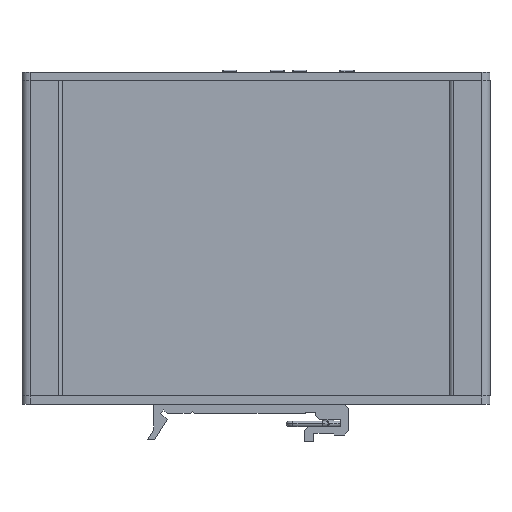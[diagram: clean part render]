
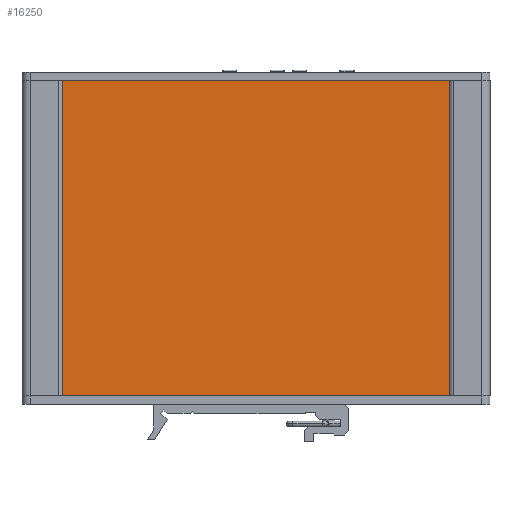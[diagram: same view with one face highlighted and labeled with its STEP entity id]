
A CAD part, front view. The second image highlights one B-rep face of the part: STEP entity #16250.
In plain terms, the highlighted planar face has unit normal (0, -1, 0).
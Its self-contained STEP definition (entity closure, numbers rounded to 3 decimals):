
#651 = VECTOR ( 'NONE', #45442, 1000. ) ;
#719 = LINE ( 'NONE', #26308, #651 ) ;
#3070 = CARTESIAN_POINT ( 'NONE',  ( -46.8, -20., 76.3 ) ) ;
#3199 = VERTEX_POINT ( 'NONE', #16269 ) ;
#3531 = CARTESIAN_POINT ( 'NONE',  ( 46.8, -20., 0. ) ) ;
#9811 = LINE ( 'NONE', #24341, #26679 ) ;
#9860 = EDGE_CURVE ( 'NONE', #26586, #3199, #719, .T. ) ;
#9904 = ORIENTED_EDGE ( 'NONE', *, *, #48260, .T. ) ;
#10590 = EDGE_CURVE ( 'NONE', #58352, #47062, #15878, .T. ) ;
#12958 = VECTOR ( 'NONE', #51758, 1000. ) ;
#13226 = CARTESIAN_POINT ( 'NONE',  ( -46.8, -20., 76.3 ) ) ;
#13618 = DIRECTION ( 'NONE',  ( 0., 1., 0. ) ) ;
#13896 = CARTESIAN_POINT ( 'NONE',  ( 46.8, -20., 76.3 ) ) ;
#15458 = AXIS2_PLACEMENT_3D ( 'NONE', #13226, #13618, #46724 ) ;
#15732 = ORIENTED_EDGE ( 'NONE', *, *, #42900, .F. ) ;
#15878 = LINE ( 'NONE', #13896, #12958 ) ;
#16250 = ADVANCED_FACE ( 'NONE', ( #52857 ), #41782, .F. ) ;
#16269 = CARTESIAN_POINT ( 'NONE',  ( -46.8, -20., 0. ) ) ;
#19023 = ORIENTED_EDGE ( 'NONE', *, *, #10590, .F. ) ;
#19714 = ORIENTED_EDGE ( 'NONE', *, *, #9860, .T. ) ;
#24341 = CARTESIAN_POINT ( 'NONE',  ( -46.8, -20., 0. ) ) ;
#24550 = VECTOR ( 'NONE', #59912, 1000. ) ;
#26308 = CARTESIAN_POINT ( 'NONE',  ( -46.8, -20., 76.3 ) ) ;
#26586 = VERTEX_POINT ( 'NONE', #42299 ) ;
#26679 = VECTOR ( 'NONE', #57081, 1000. ) ;
#35127 = CARTESIAN_POINT ( 'NONE',  ( 46.8, -20., 76.3 ) ) ;
#35946 = EDGE_LOOP ( 'NONE', ( #9904, #19023, #15732, #19714 ) ) ;
#41782 = PLANE ( 'NONE',  #15458 ) ;
#42299 = CARTESIAN_POINT ( 'NONE',  ( -46.8, -20., 76.3 ) ) ;
#42900 = EDGE_CURVE ( 'NONE', #26586, #58352, #59133, .T. ) ;
#45442 = DIRECTION ( 'NONE',  ( 0., 0., -1. ) ) ;
#46724 = DIRECTION ( 'NONE',  ( 0., 0., 1. ) ) ;
#47062 = VERTEX_POINT ( 'NONE', #3531 ) ;
#48260 = EDGE_CURVE ( 'NONE', #3199, #47062, #9811, .T. ) ;
#51758 = DIRECTION ( 'NONE',  ( 0., 0., -1. ) ) ;
#52857 = FACE_OUTER_BOUND ( 'NONE', #35946, .T. ) ;
#57081 = DIRECTION ( 'NONE',  ( 1., 0., 0. ) ) ;
#58352 = VERTEX_POINT ( 'NONE', #35127 ) ;
#59133 = LINE ( 'NONE', #3070, #24550 ) ;
#59912 = DIRECTION ( 'NONE',  ( 1., 0., 0. ) ) ;
